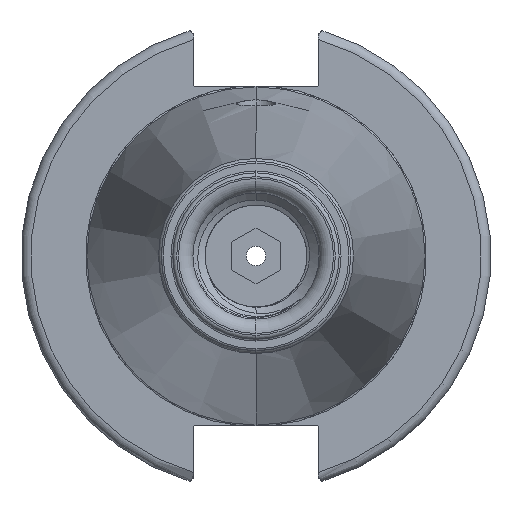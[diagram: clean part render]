
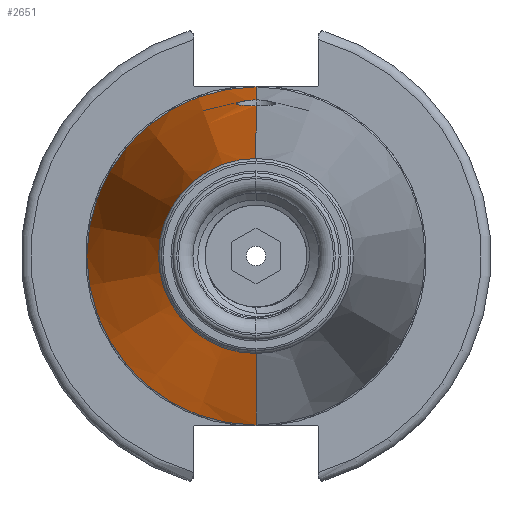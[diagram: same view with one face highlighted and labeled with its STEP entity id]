
A CAD part, left-side view. The second image highlights one B-rep face of the part: STEP entity #2651.
In plain terms, the highlighted conical face has half-angle 8.297 degrees and reference radius 35.027 mm.
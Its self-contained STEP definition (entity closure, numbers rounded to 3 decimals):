
#2651 = ADVANCED_FACE ( 'NONE', ( #45121 ), #45148, .T. ) ;
#5616 = EDGE_LOOP ( 'NONE', ( #53059, #53057, #53052, #53085, #53144, #53074 ) ) ;
#6009 = VERTEX_POINT ( 'NONE', #38028 ) ;
#6015 = VERTEX_POINT ( 'NONE', #38042 ) ;
#6089 = VERTEX_POINT ( 'NONE', #38140 ) ;
#6108 = VERTEX_POINT ( 'NONE', #38202 ) ;
#6119 = VERTEX_POINT ( 'NONE', #38219 ) ;
#6143 = VERTEX_POINT ( 'NONE', #38173 ) ;
#15454 = CARTESIAN_POINT ( 'NONE',  ( -8.5, 0., 0. ) ) ;
#15463 = DIRECTION ( 'NONE',  ( 1., 0., 0. ) ) ;
#15482 = DIRECTION ( 'NONE',  ( 0., 0., -1. ) ) ;
#17684 = EDGE_CURVE ( 'NONE', #6108, #6119, #41223, .T. ) ;
#17701 = EDGE_CURVE ( 'NONE', #6143, #6089, #41227, .T. ) ;
#17750 = EDGE_CURVE ( 'NONE', #6143, #6009, #41362, .T. ) ;
#17786 = EDGE_CURVE ( 'NONE', #6015, #6009, #44616, .T. ) ;
#17798 = EDGE_CURVE ( 'NONE', #6015, #6108, #41466, .T. ) ;
#17800 = EDGE_CURVE ( 'NONE', #6089, #6119, #41484, .T. ) ;
#18164 = AXIS2_PLACEMENT_3D ( 'NONE', #15454, #15463, #15482 ) ;
#22169 = AXIS2_PLACEMENT_3D ( 'NONE', #44138, #44066, #44094 ) ;
#22179 = AXIS2_PLACEMENT_3D ( 'NONE', #44355, #44272, #44363 ) ;
#38028 = CARTESIAN_POINT ( 'NONE',  ( -35., 0., 31.163 ) ) ;
#38042 = CARTESIAN_POINT ( 'NONE',  ( -27., 0., 32.329 ) ) ;
#38140 = CARTESIAN_POINT ( 'NONE',  ( -110.123, 0., -20.207 ) ) ;
#38173 = CARTESIAN_POINT ( 'NONE',  ( -110.123, 0., 20.207 ) ) ;
#38202 = CARTESIAN_POINT ( 'NONE',  ( -8.5, 0., 35.027 ) ) ;
#38219 = CARTESIAN_POINT ( 'NONE',  ( -8.5, 0., -35.027 ) ) ;
#41223 = CIRCLE ( 'NONE', #22169, 35.027 ) ;
#41227 = CIRCLE ( 'NONE', #22179, 20.207 ) ;
#41362 = LINE ( 'NONE', #42844, #41460 ) ;
#41460 = VECTOR ( 'NONE', #42856, 1000. ) ;
#41461 = VECTOR ( 'NONE', #46240, 1000. ) ;
#41466 = LINE ( 'NONE', #46184, #41470 ) ;
#41470 = VECTOR ( 'NONE', #46192, 1000. ) ;
#41484 = LINE ( 'NONE', #46248, #41461 ) ;
#42844 = CARTESIAN_POINT ( 'NONE',  ( -8.5, 0., 35.027 ) ) ;
#42856 = DIRECTION ( 'NONE',  ( 0.99, 0., 0.144 ) ) ;
#44066 = DIRECTION ( 'NONE',  ( -1., 0., 0. ) ) ;
#44094 = DIRECTION ( 'NONE',  ( 0., 0., 1. ) ) ;
#44138 = CARTESIAN_POINT ( 'NONE',  ( -8.5, 0., 0. ) ) ;
#44272 = DIRECTION ( 'NONE',  ( -1., 0., 0. ) ) ;
#44355 = CARTESIAN_POINT ( 'NONE',  ( -110.123, 0., 0. ) ) ;
#44363 = DIRECTION ( 'NONE',  ( 0., 0., 1. ) ) ;
#44616 = B_SPLINE_CURVE_WITH_KNOTS ( 'NONE', 3,
 ( #46073, #46064, #46072, #46088, #46103, #46065, #46084, #46067, #46098, #46074, #46059, #46076, #46080, #46091, #46078, #46057, #46079, #46060, #46081, #46085, #46089, #46090, #46092, #46093, #46099, #46100, #46101, #46102, #46105, #46106, #46107, #46108, #46109, #46110 ),
 .UNSPECIFIED., .F., .F.,
 ( 4, 2, 2, 2, 2, 2, 2, 2, 2, 2, 2, 2, 2, 2, 2, 2, 4 ),
 ( 0.009, 0.01, 0.011, 0.012, 0.013, 0.013, 0.014, 0.015, 0.016, 0.017, 0.017, 0.018, 0.019, 0.02, 0.02, 0.021, 0.022 ),
 .UNSPECIFIED. ) ;
#45121 = FACE_OUTER_BOUND ( 'NONE', #5616, .T. ) ;
#45148 = CONICAL_SURFACE ( 'NONE', #18164, 35.027, 0.145 ) ;
#46057 = CARTESIAN_POINT ( 'NONE',  ( -30.458, 3.972, 31.576 ) ) ;
#46059 = CARTESIAN_POINT ( 'NONE',  ( -28.558, 3.179, 31.945 ) ) ;
#46060 = CARTESIAN_POINT ( 'NONE',  ( -31.235, 4.002, 31.458 ) ) ;
#46064 = CARTESIAN_POINT ( 'NONE',  ( -27., 0.266, 32.329 ) ) ;
#46065 = CARTESIAN_POINT ( 'NONE',  ( -27.409, 1.781, 32.221 ) ) ;
#46067 = CARTESIAN_POINT ( 'NONE',  ( -27.823, 2.444, 32.117 ) ) ;
#46072 = CARTESIAN_POINT ( 'NONE',  ( -27.026, 0.528, 32.322 ) ) ;
#46073 = CARTESIAN_POINT ( 'NONE',  ( -27., 0., 32.329 ) ) ;
#46074 = CARTESIAN_POINT ( 'NONE',  ( -28.358, 3.014, 31.99 ) ) ;
#46076 = CARTESIAN_POINT ( 'NONE',  ( -28.992, 3.469, 31.851 ) ) ;
#46078 = CARTESIAN_POINT ( 'NONE',  ( -29.947, 3.868, 31.664 ) ) ;
#46079 = CARTESIAN_POINT ( 'NONE',  ( -30.716, 3.998, 31.535 ) ) ;
#46080 = CARTESIAN_POINT ( 'NONE',  ( -29.221, 3.592, 31.803 ) ) ;
#46081 = CARTESIAN_POINT ( 'NONE',  ( -31.499, 3.977, 31.422 ) ) ;
#46084 = CARTESIAN_POINT ( 'NONE',  ( -27.532, 2.011, 32.19 ) ) ;
#46085 = CARTESIAN_POINT ( 'NONE',  ( -32.012, 3.879, 31.359 ) ) ;
#46088 = CARTESIAN_POINT ( 'NONE',  ( -27.129, 1.042, 32.295 ) ) ;
#46089 = CARTESIAN_POINT ( 'NONE',  ( -32.262, 3.805, 31.332 ) ) ;
#46090 = CARTESIAN_POINT ( 'NONE',  ( -32.749, 3.607, 31.284 ) ) ;
#46091 = CARTESIAN_POINT ( 'NONE',  ( -29.697, 3.791, 31.71 ) ) ;
#46092 = CARTESIAN_POINT ( 'NONE',  ( -32.985, 3.483, 31.263 ) ) ;
#46093 = CARTESIAN_POINT ( 'NONE',  ( -33.421, 3.195, 31.23 ) ) ;
#46098 = CARTESIAN_POINT ( 'NONE',  ( -27.991, 2.648, 32.076 ) ) ;
#46099 = CARTESIAN_POINT ( 'NONE',  ( -33.625, 3.029, 31.217 ) ) ;
#46100 = CARTESIAN_POINT ( 'NONE',  ( -34.003, 2.656, 31.196 ) ) ;
#46101 = CARTESIAN_POINT ( 'NONE',  ( -34.17, 2.453, 31.188 ) ) ;
#46102 = CARTESIAN_POINT ( 'NONE',  ( -34.464, 2.018, 31.176 ) ) ;
#46103 = CARTESIAN_POINT ( 'NONE',  ( -27.207, 1.297, 32.274 ) ) ;
#46105 = CARTESIAN_POINT ( 'NONE',  ( -34.59, 1.783, 31.172 ) ) ;
#46106 = CARTESIAN_POINT ( 'NONE',  ( -34.793, 1.296, 31.167 ) ) ;
#46107 = CARTESIAN_POINT ( 'NONE',  ( -34.87, 1.045, 31.165 ) ) ;
#46108 = CARTESIAN_POINT ( 'NONE',  ( -34.974, 0.529, 31.163 ) ) ;
#46109 = CARTESIAN_POINT ( 'NONE',  ( -35., 0.263, 31.163 ) ) ;
#46110 = CARTESIAN_POINT ( 'NONE',  ( -35., 0., 31.163 ) ) ;
#46184 = CARTESIAN_POINT ( 'NONE',  ( -8.5, 0., 35.027 ) ) ;
#46192 = DIRECTION ( 'NONE',  ( 0.99, 0., 0.144 ) ) ;
#46240 = DIRECTION ( 'NONE',  ( 0.99, 0., -0.144 ) ) ;
#46248 = CARTESIAN_POINT ( 'NONE',  ( -8.5, 0., -35.027 ) ) ;
#53052 = ORIENTED_EDGE ( 'NONE', *, *, #17786, .F. ) ;
#53057 = ORIENTED_EDGE ( 'NONE', *, *, #17750, .T. ) ;
#53059 = ORIENTED_EDGE ( 'NONE', *, *, #17701, .F. ) ;
#53074 = ORIENTED_EDGE ( 'NONE', *, *, #17800, .F. ) ;
#53085 = ORIENTED_EDGE ( 'NONE', *, *, #17798, .T. ) ;
#53144 = ORIENTED_EDGE ( 'NONE', *, *, #17684, .T. ) ;
